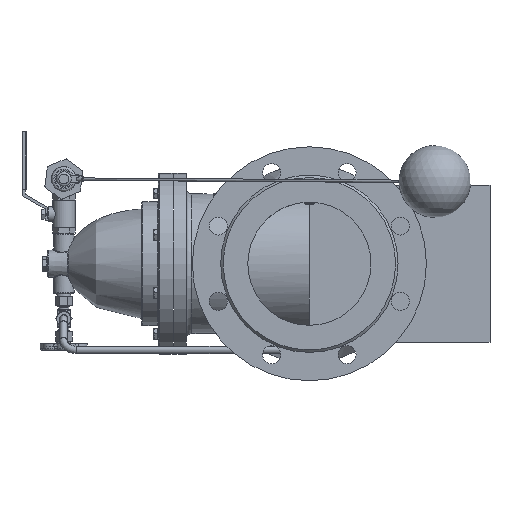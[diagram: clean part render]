
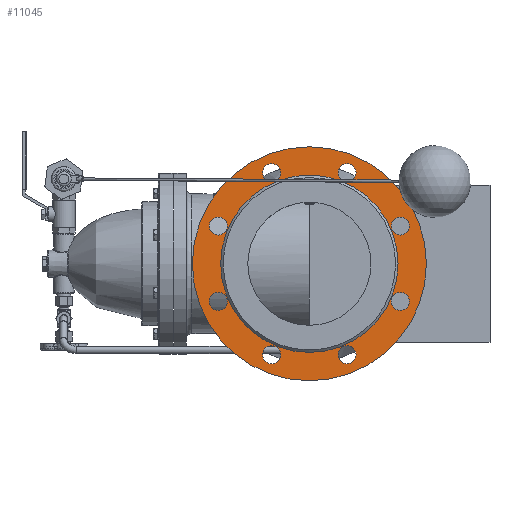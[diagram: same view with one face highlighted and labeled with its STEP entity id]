
A CAD part, left-side view. The second image highlights one B-rep face of the part: STEP entity #11045.
In plain terms, the highlighted planar face has unit normal (-1, 0, 0).
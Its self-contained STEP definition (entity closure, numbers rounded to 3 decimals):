
#803=FACE_BOUND('',#2694,.T.);
#804=FACE_BOUND('',#2695,.T.);
#805=FACE_BOUND('',#2696,.T.);
#806=FACE_BOUND('',#2697,.T.);
#807=FACE_BOUND('',#2698,.T.);
#808=FACE_BOUND('',#2699,.T.);
#809=FACE_BOUND('',#2700,.T.);
#810=FACE_BOUND('',#2701,.T.);
#811=FACE_BOUND('',#2702,.T.);
#913=CIRCLE('',#11787,142.5);
#1046=CIRCLE('',#12056,108.);
#1048=CIRCLE('',#12059,11.);
#1049=CIRCLE('',#12060,11.);
#1050=CIRCLE('',#12061,11.);
#1051=CIRCLE('',#12062,11.);
#1052=CIRCLE('',#12063,11.);
#1053=CIRCLE('',#12064,11.);
#1054=CIRCLE('',#12065,11.);
#1055=CIRCLE('',#12066,11.);
#1969=FACE_OUTER_BOUND('',#2693,.T.);
#2693=EDGE_LOOP('',(#8281));
#2694=EDGE_LOOP('',(#8282));
#2695=EDGE_LOOP('',(#8283));
#2696=EDGE_LOOP('',(#8284));
#2697=EDGE_LOOP('',(#8285));
#2698=EDGE_LOOP('',(#8286));
#2699=EDGE_LOOP('',(#8287));
#2700=EDGE_LOOP('',(#8288));
#2701=EDGE_LOOP('',(#8289));
#2702=EDGE_LOOP('',(#8290));
#4779=VERTEX_POINT('',#16368);
#5069=VERTEX_POINT('',#20835);
#5071=VERTEX_POINT('',#20841);
#5072=VERTEX_POINT('',#20843);
#5073=VERTEX_POINT('',#20845);
#5074=VERTEX_POINT('',#20847);
#5075=VERTEX_POINT('',#20849);
#5076=VERTEX_POINT('',#20851);
#5077=VERTEX_POINT('',#20853);
#5078=VERTEX_POINT('',#20855);
#5802=EDGE_CURVE('',#4779,#4779,#913,.T.);
#6239=EDGE_CURVE('',#5069,#5069,#1046,.T.);
#6242=EDGE_CURVE('',#5071,#5071,#1048,.T.);
#6243=EDGE_CURVE('',#5072,#5072,#1049,.T.);
#6244=EDGE_CURVE('',#5073,#5073,#1050,.T.);
#6245=EDGE_CURVE('',#5074,#5074,#1051,.T.);
#6246=EDGE_CURVE('',#5075,#5075,#1052,.T.);
#6247=EDGE_CURVE('',#5076,#5076,#1053,.T.);
#6248=EDGE_CURVE('',#5077,#5077,#1054,.T.);
#6249=EDGE_CURVE('',#5078,#5078,#1055,.T.);
#8281=ORIENTED_EDGE('',*,*,#5802,.F.);
#8282=ORIENTED_EDGE('',*,*,#6242,.F.);
#8283=ORIENTED_EDGE('',*,*,#6243,.F.);
#8284=ORIENTED_EDGE('',*,*,#6244,.F.);
#8285=ORIENTED_EDGE('',*,*,#6245,.F.);
#8286=ORIENTED_EDGE('',*,*,#6246,.F.);
#8287=ORIENTED_EDGE('',*,*,#6247,.F.);
#8288=ORIENTED_EDGE('',*,*,#6248,.F.);
#8289=ORIENTED_EDGE('',*,*,#6249,.F.);
#8290=ORIENTED_EDGE('',*,*,#6239,.T.);
#10599=PLANE('',#12058);
#11045=ADVANCED_FACE('',(#1969,#803,#804,#805,#806,#807,#808,#809,#810,
#811),#10599,.F.);
#11787=AXIS2_PLACEMENT_3D('',#16369,#13092,#13093);
#12056=AXIS2_PLACEMENT_3D('',#20836,#13785,#13786);
#12058=AXIS2_PLACEMENT_3D('',#20840,#13790,#13791);
#12059=AXIS2_PLACEMENT_3D('',#20842,#13792,#13793);
#12060=AXIS2_PLACEMENT_3D('',#20844,#13794,#13795);
#12061=AXIS2_PLACEMENT_3D('',#20846,#13796,#13797);
#12062=AXIS2_PLACEMENT_3D('',#20848,#13798,#13799);
#12063=AXIS2_PLACEMENT_3D('',#20850,#13800,#13801);
#12064=AXIS2_PLACEMENT_3D('',#20852,#13802,#13803);
#12065=AXIS2_PLACEMENT_3D('',#20854,#13804,#13805);
#12066=AXIS2_PLACEMENT_3D('',#20856,#13806,#13807);
#13092=DIRECTION('center_axis',(1.,0.,0.));
#13093=DIRECTION('ref_axis',(0.,0.,-1.));
#13785=DIRECTION('center_axis',(1.,0.,0.));
#13786=DIRECTION('ref_axis',(0.,0.,1.));
#13790=DIRECTION('center_axis',(1.,0.,0.));
#13791=DIRECTION('ref_axis',(0.,0.,-1.));
#13792=DIRECTION('center_axis',(-1.,0.,0.));
#13793=DIRECTION('ref_axis',(0.,0.,1.));
#13794=DIRECTION('center_axis',(-1.,0.,0.));
#13795=DIRECTION('ref_axis',(0.,0.,1.));
#13796=DIRECTION('center_axis',(-1.,0.,0.));
#13797=DIRECTION('ref_axis',(0.,0.,1.));
#13798=DIRECTION('center_axis',(-1.,0.,0.));
#13799=DIRECTION('ref_axis',(0.,0.,1.));
#13800=DIRECTION('center_axis',(-1.,0.,0.));
#13801=DIRECTION('ref_axis',(0.,0.,1.));
#13802=DIRECTION('center_axis',(-1.,0.,0.));
#13803=DIRECTION('ref_axis',(0.,0.,1.));
#13804=DIRECTION('center_axis',(-1.,0.,0.));
#13805=DIRECTION('ref_axis',(0.,0.,1.));
#13806=DIRECTION('center_axis',(-1.,0.,0.));
#13807=DIRECTION('ref_axis',(0.,0.,1.));
#16368=CARTESIAN_POINT('',(-177.,0.,142.5));
#16369=CARTESIAN_POINT('Origin',(-177.,0.,0.));
#20835=CARTESIAN_POINT('',(-177.,0.,-108.));
#20836=CARTESIAN_POINT('Origin',(-177.,0.,0.));
#20840=CARTESIAN_POINT('Origin',(-177.,0.,0.));
#20841=CARTESIAN_POINT('',(-177.,-110.866,-56.922));
#20842=CARTESIAN_POINT('Origin',(-177.,-110.866,-45.922));
#20843=CARTESIAN_POINT('',(-177.,-110.866,34.922));
#20844=CARTESIAN_POINT('Origin',(-177.,-110.866,45.922));
#20845=CARTESIAN_POINT('',(-177.,-45.922,99.866));
#20846=CARTESIAN_POINT('Origin',(-177.,-45.922,110.866));
#20847=CARTESIAN_POINT('',(-177.,45.922,99.866));
#20848=CARTESIAN_POINT('Origin',(-177.,45.922,110.866));
#20849=CARTESIAN_POINT('',(-177.,110.866,34.922));
#20850=CARTESIAN_POINT('Origin',(-177.,110.866,45.922));
#20851=CARTESIAN_POINT('',(-177.,110.866,-56.922));
#20852=CARTESIAN_POINT('Origin',(-177.,110.866,-45.922));
#20853=CARTESIAN_POINT('',(-177.,45.922,-121.866));
#20854=CARTESIAN_POINT('Origin',(-177.,45.922,-110.866));
#20855=CARTESIAN_POINT('',(-177.,-45.922,-121.866));
#20856=CARTESIAN_POINT('Origin',(-177.,-45.922,-110.866));
